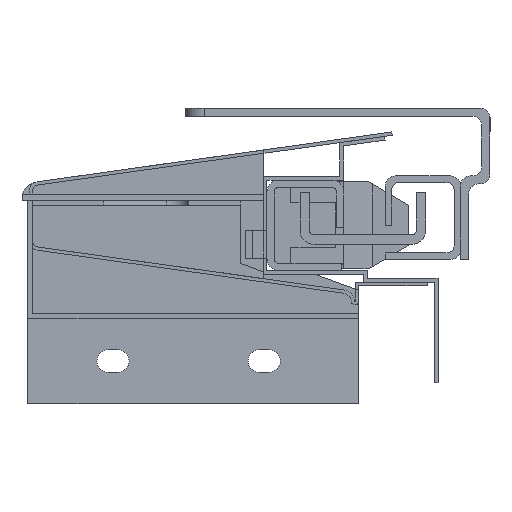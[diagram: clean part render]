
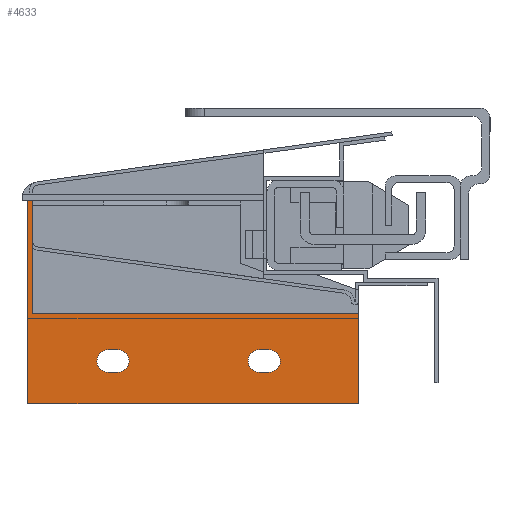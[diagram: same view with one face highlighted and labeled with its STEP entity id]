
A CAD part, left-side view. The second image highlights one B-rep face of the part: STEP entity #4633.
In plain terms, the highlighted face is planar.
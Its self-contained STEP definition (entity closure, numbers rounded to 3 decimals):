
#257 = CARTESIAN_POINT ( 'NONE',  ( 36., 0., 0. ) ) ;
#314 = VERTEX_POINT ( 'NONE', #7433 ) ;
#568 = ORIENTED_EDGE ( 'NONE', *, *, #1935, .F. ) ;
#583 = ORIENTED_EDGE ( 'NONE', *, *, #4605, .F. ) ;
#598 = VERTEX_POINT ( 'NONE', #1066 ) ;
#600 = VERTEX_POINT ( 'NONE', #1960 ) ;
#774 = VERTEX_POINT ( 'NONE', #8780 ) ;
#803 = LINE ( 'NONE', #9467, #1915 ) ;
#812 = DIRECTION ( 'NONE',  ( 0., 0., -1. ) ) ;
#950 = CARTESIAN_POINT ( 'NONE',  ( 29.4, -49., 0. ) ) ;
#1035 = AXIS2_PLACEMENT_3D ( 'NONE', #8716, #6272, #3241 ) ;
#1066 = CARTESIAN_POINT ( 'NONE',  ( 17., -1., 0. ) ) ;
#1146 = CIRCLE ( 'NONE', #7663, 2.4 ) ;
#1177 = DIRECTION ( 'NONE',  ( -1., 0., 0. ) ) ;
#1376 = DIRECTION ( 'NONE',  ( 0., 1., 0. ) ) ;
#1430 = ORIENTED_EDGE ( 'NONE', *, *, #5484, .T. ) ;
#1431 = LINE ( 'NONE', #10041, #6335 ) ;
#1525 = CARTESIAN_POINT ( 'NONE',  ( 29.4, -19., 0. ) ) ;
#1558 = CARTESIAN_POINT ( 'NONE',  ( 24.6, -49., 0. ) ) ;
#1642 = DIRECTION ( 'NONE',  ( 1., 0., 0. ) ) ;
#1732 = AXIS2_PLACEMENT_3D ( 'NONE', #4196, #9664, #7231 ) ;
#1915 = VECTOR ( 'NONE', #7868, 1000. ) ;
#1935 = EDGE_CURVE ( 'NONE', #6207, #3113, #2489, .T. ) ;
#1960 = CARTESIAN_POINT ( 'NONE',  ( 36., -70., 0. ) ) ;
#2100 = VERTEX_POINT ( 'NONE', #5001 ) ;
#2104 = VERTEX_POINT ( 'NONE', #5885 ) ;
#2214 = VECTOR ( 'NONE', #8370, 1000. ) ;
#2288 = EDGE_CURVE ( 'NONE', #6011, #9955, #10321, .T. ) ;
#2295 = CARTESIAN_POINT ( 'NONE',  ( -7., -1., 0. ) ) ;
#2424 = EDGE_CURVE ( 'NONE', #2100, #600, #9961, .T. ) ;
#2487 = DIRECTION ( 'NONE',  ( 0., 0., 1. ) ) ;
#2489 = LINE ( 'NONE', #10295, #9901 ) ;
#2535 = ORIENTED_EDGE ( 'NONE', *, *, #2288, .F. ) ;
#2649 = FACE_BOUND ( 'NONE', #7083, .T. ) ;
#2704 = ORIENTED_EDGE ( 'NONE', *, *, #9944, .F. ) ;
#2809 = CARTESIAN_POINT ( 'NONE',  ( 24.6, -51., 0. ) ) ;
#3113 = VERTEX_POINT ( 'NONE', #4476 ) ;
#3127 = EDGE_LOOP ( 'NONE', ( #4660, #9361, #7809, #4259, #7088, #1430 ) ) ;
#3212 = CIRCLE ( 'NONE', #1035, 2.4 ) ;
#3236 = EDGE_CURVE ( 'NONE', #314, #598, #7769, .T. ) ;
#3241 = DIRECTION ( 'NONE',  ( -1., 0., 0. ) ) ;
#3322 = CARTESIAN_POINT ( 'NONE',  ( 27., -17., 0. ) ) ;
#3432 = FACE_OUTER_BOUND ( 'NONE', #3127, .T. ) ;
#3530 = CARTESIAN_POINT ( 'NONE',  ( 24.6, -19., 0. ) ) ;
#3598 = VECTOR ( 'NONE', #3831, 1000. ) ;
#3753 = VECTOR ( 'NONE', #10291, 1000. ) ;
#3790 = CARTESIAN_POINT ( 'NONE',  ( 17., -1., 0. ) ) ;
#3812 = CARTESIAN_POINT ( 'NONE',  ( 24.6, -17., 0. ) ) ;
#3831 = DIRECTION ( 'NONE',  ( -1., 0., 0. ) ) ;
#3877 = ORIENTED_EDGE ( 'NONE', *, *, #5750, .F. ) ;
#3978 = EDGE_CURVE ( 'NONE', #9955, #6207, #1146, .T. ) ;
#4036 = VERTEX_POINT ( 'NONE', #2295 ) ;
#4052 = LINE ( 'NONE', #4674, #7670 ) ;
#4196 = CARTESIAN_POINT ( 'NONE',  ( 27., -19., 0. ) ) ;
#4208 = FACE_BOUND ( 'NONE', #4258, .T. ) ;
#4258 = EDGE_LOOP ( 'NONE', ( #9893, #6231, #3877, #583 ) ) ;
#4259 = ORIENTED_EDGE ( 'NONE', *, *, #6046, .T. ) ;
#4420 = EDGE_CURVE ( 'NONE', #774, #2100, #4052, .T. ) ;
#4476 = CARTESIAN_POINT ( 'NONE',  ( 29.4, -51., 0. ) ) ;
#4605 = EDGE_CURVE ( 'NONE', #9338, #2104, #6000, .T. ) ;
#4615 = CARTESIAN_POINT ( 'NONE',  ( 36., -70., 0. ) ) ;
#4633 = ADVANCED_FACE ( 'NONE', ( #4208, #2649, #3432 ), #8295, .F. ) ;
#4660 = ORIENTED_EDGE ( 'NONE', *, *, #7579, .T. ) ;
#4674 = CARTESIAN_POINT ( 'NONE',  ( 36., 0., 0. ) ) ;
#4742 = VERTEX_POINT ( 'NONE', #3530 ) ;
#4914 = VECTOR ( 'NONE', #7529, 1000. ) ;
#5001 = CARTESIAN_POINT ( 'NONE',  ( 36., 0., 0. ) ) ;
#5044 = EDGE_CURVE ( 'NONE', #6630, #4742, #8415, .T. ) ;
#5052 = DIRECTION ( 'NONE',  ( -1., 0., 0. ) ) ;
#5405 = LINE ( 'NONE', #4615, #3598 ) ;
#5484 = EDGE_CURVE ( 'NONE', #598, #4036, #8352, .T. ) ;
#5632 = CARTESIAN_POINT ( 'NONE',  ( 27., -49., 0. ) ) ;
#5750 = EDGE_CURVE ( 'NONE', #2104, #6630, #803, .T. ) ;
#5885 = CARTESIAN_POINT ( 'NONE',  ( 29.4, -17., 0. ) ) ;
#6000 = CIRCLE ( 'NONE', #8497, 2.4 ) ;
#6011 = VERTEX_POINT ( 'NONE', #2809 ) ;
#6029 = CARTESIAN_POINT ( 'NONE',  ( 24.6, -17., 0. ) ) ;
#6046 = EDGE_CURVE ( 'NONE', #600, #314, #5405, .T. ) ;
#6207 = VERTEX_POINT ( 'NONE', #950 ) ;
#6231 = ORIENTED_EDGE ( 'NONE', *, *, #5044, .F. ) ;
#6272 = DIRECTION ( 'NONE',  ( 0., 0., -1. ) ) ;
#6335 = VECTOR ( 'NONE', #1376, 1000. ) ;
#6428 = DIRECTION ( 'NONE',  ( 0., 1., 0. ) ) ;
#6557 = DIRECTION ( 'NONE',  ( 0., 0., -1. ) ) ;
#6630 = VERTEX_POINT ( 'NONE', #1525 ) ;
#6957 = LINE ( 'NONE', #3812, #2214 ) ;
#7083 = EDGE_LOOP ( 'NONE', ( #2535, #2704, #568, #7647 ) ) ;
#7088 = ORIENTED_EDGE ( 'NONE', *, *, #3236, .T. ) ;
#7231 = DIRECTION ( 'NONE',  ( -1., 0., 0. ) ) ;
#7262 = DIRECTION ( 'NONE',  ( -1., 0., 0. ) ) ;
#7433 = CARTESIAN_POINT ( 'NONE',  ( 17., -70., 0. ) ) ;
#7529 = DIRECTION ( 'NONE',  ( 0., -1., 0. ) ) ;
#7579 = EDGE_CURVE ( 'NONE', #4036, #774, #1431, .T. ) ;
#7647 = ORIENTED_EDGE ( 'NONE', *, *, #3978, .F. ) ;
#7663 = AXIS2_PLACEMENT_3D ( 'NONE', #5632, #812, #7262 ) ;
#7670 = VECTOR ( 'NONE', #1642, 1000. ) ;
#7769 = LINE ( 'NONE', #3790, #3753 ) ;
#7809 = ORIENTED_EDGE ( 'NONE', *, *, #2424, .T. ) ;
#7868 = DIRECTION ( 'NONE',  ( 0., -1., 0. ) ) ;
#8092 = VECTOR ( 'NONE', #1177, 1000. ) ;
#8190 = DIRECTION ( 'NONE',  ( -1., 0., 0. ) ) ;
#8295 = PLANE ( 'NONE',  #8345 ) ;
#8345 = AXIS2_PLACEMENT_3D ( 'NONE', #9056, #2487, #5052 ) ;
#8352 = LINE ( 'NONE', #9648, #8092 ) ;
#8370 = DIRECTION ( 'NONE',  ( 0., 1., 0. ) ) ;
#8415 = CIRCLE ( 'NONE', #1732, 2.4 ) ;
#8497 = AXIS2_PLACEMENT_3D ( 'NONE', #3322, #6557, #8190 ) ;
#8716 = CARTESIAN_POINT ( 'NONE',  ( 27., -51., 0. ) ) ;
#8752 = DIRECTION ( 'NONE',  ( 0., -1., 0. ) ) ;
#8780 = CARTESIAN_POINT ( 'NONE',  ( -7., 0., 0. ) ) ;
#8878 = CARTESIAN_POINT ( 'NONE',  ( 24.6, -49., 0. ) ) ;
#9056 = CARTESIAN_POINT ( 'NONE',  ( 36., 0., 0. ) ) ;
#9338 = VERTEX_POINT ( 'NONE', #6029 ) ;
#9361 = ORIENTED_EDGE ( 'NONE', *, *, #4420, .T. ) ;
#9397 = VECTOR ( 'NONE', #6428, 1000. ) ;
#9467 = CARTESIAN_POINT ( 'NONE',  ( 29.4, -17., 0. ) ) ;
#9648 = CARTESIAN_POINT ( 'NONE',  ( -6., -1., 0. ) ) ;
#9664 = DIRECTION ( 'NONE',  ( 0., 0., -1. ) ) ;
#9774 = EDGE_CURVE ( 'NONE', #4742, #9338, #6957, .T. ) ;
#9893 = ORIENTED_EDGE ( 'NONE', *, *, #9774, .F. ) ;
#9901 = VECTOR ( 'NONE', #8752, 1000. ) ;
#9944 = EDGE_CURVE ( 'NONE', #3113, #6011, #3212, .T. ) ;
#9955 = VERTEX_POINT ( 'NONE', #1558 ) ;
#9961 = LINE ( 'NONE', #257, #4914 ) ;
#10041 = CARTESIAN_POINT ( 'NONE',  ( -7., 0., 0. ) ) ;
#10291 = DIRECTION ( 'NONE',  ( 0., 1., 0. ) ) ;
#10295 = CARTESIAN_POINT ( 'NONE',  ( 29.4, -49., 0. ) ) ;
#10321 = LINE ( 'NONE', #8878, #9397 ) ;
